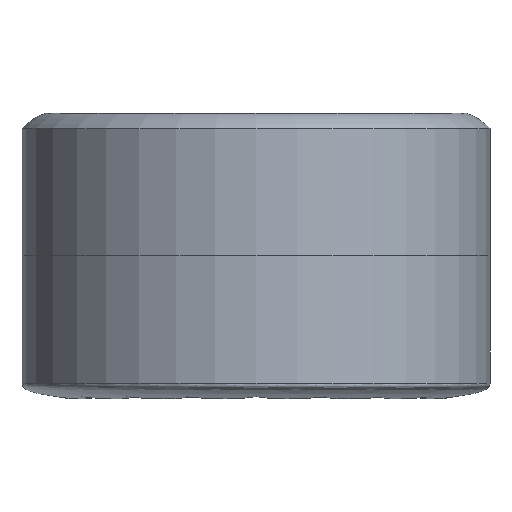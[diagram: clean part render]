
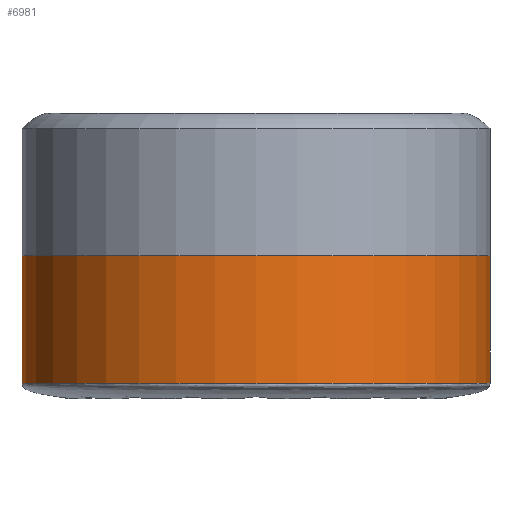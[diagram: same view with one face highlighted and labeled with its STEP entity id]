
A CAD part, front view. The second image highlights one B-rep face of the part: STEP entity #6981.
In plain terms, the highlighted cylindrical face has radius 42.8 mm (diameter 85.6 mm), a partial arc.
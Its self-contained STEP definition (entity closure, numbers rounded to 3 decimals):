
#5695=DIRECTION('',(0.,0.,1.));
#5696=VECTOR('',#5695,23.25);
#5697=CARTESIAN_POINT('',(-42.8,0.,-23.25));
#5698=LINE('',#5697,#5696);
#5699=DIRECTION('',(0.,0.,1.));
#5700=VECTOR('',#5699,23.25);
#5701=CARTESIAN_POINT('',(42.8,0.,-23.25));
#5702=LINE('',#5701,#5700);
#5703=CARTESIAN_POINT('',(0.,0.,-23.25));
#5704=DIRECTION('',(0.,0.,1.));
#5705=DIRECTION('',(-1.,0.,0.));
#5706=AXIS2_PLACEMENT_3D('',#5703,#5704,#5705);
#5726=CARTESIAN_POINT('',(0.,0.,0.));
#5727=DIRECTION('',(0.,0.,1.));
#5728=DIRECTION('',(-1.,0.,0.));
#5729=AXIS2_PLACEMENT_3D('',#5726,#5727,#5728);
#6665=CARTESIAN_POINT('',(-42.8,0.,-23.25));
#6666=CARTESIAN_POINT('',(-42.8,0.,0.));
#6667=VERTEX_POINT('',#6665);
#6668=VERTEX_POINT('',#6666);
#6677=CARTESIAN_POINT('',(42.8,0.,-23.25));
#6678=CARTESIAN_POINT('',(42.8,0.,0.));
#6679=VERTEX_POINT('',#6677);
#6680=VERTEX_POINT('',#6678);
#6967=CARTESIAN_POINT('',(0.,0.,28.712));
#6968=DIRECTION('',(0.,0.,-1.));
#6969=DIRECTION('',(1.,0.,0.));
#6970=AXIS2_PLACEMENT_3D('',#6967,#6968,#6969);
#6971=CYLINDRICAL_SURFACE('',#6970,42.8);
#6973=ORIENTED_EDGE('',*,*,#6972,.T.);
#6975=ORIENTED_EDGE('',*,*,#6974,.T.);
#6977=ORIENTED_EDGE('',*,*,#6976,.F.);
#6978=ORIENTED_EDGE('',*,*,#6959,.F.);
#6979=EDGE_LOOP('',(#6973,#6975,#6977,#6978));
#6980=FACE_OUTER_BOUND('',#6979,.F.);
#6981=ADVANCED_FACE('',(#6980),#6971,.T.);
#5707=CIRCLE('',#5706,42.8);
#5730=CIRCLE('',#5729,42.8);
#6959=EDGE_CURVE('',#6667,#6679,#5707,.T.);
#6972=EDGE_CURVE('',#6667,#6668,#5698,.T.);
#6974=EDGE_CURVE('',#6668,#6680,#5730,.T.);
#6976=EDGE_CURVE('',#6679,#6680,#5702,.T.);
